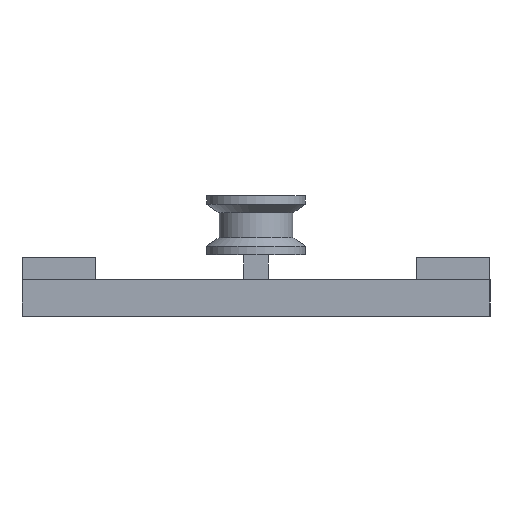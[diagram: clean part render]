
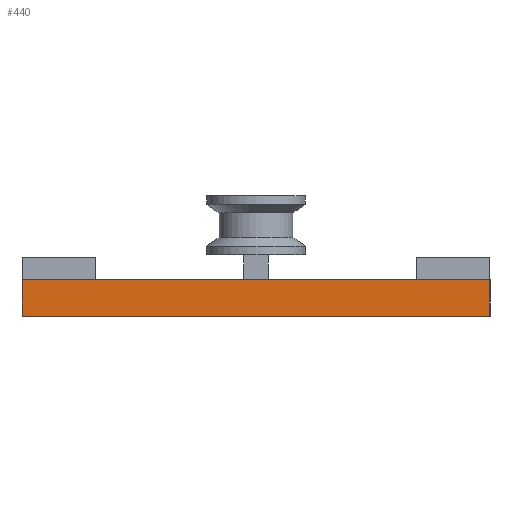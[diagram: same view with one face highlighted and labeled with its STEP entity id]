
A CAD part, left-side view. The second image highlights one B-rep face of the part: STEP entity #440.
In plain terms, the highlighted planar face has unit normal (-1, 0, 0).
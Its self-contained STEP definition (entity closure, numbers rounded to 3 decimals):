
#440=ADVANCED_FACE('',(#692),#4310,.T.);
#692=FACE_OUTER_BOUND('',#944,.T.);
#944=EDGE_LOOP('',(#1288,#1289,#1290,#1291));
#1288=ORIENTED_EDGE('',*,*,#2597,.F.);
#1289=ORIENTED_EDGE('',*,*,#2636,.F.);
#1290=ORIENTED_EDGE('',*,*,#2626,.F.);
#1291=ORIENTED_EDGE('',*,*,#2631,.F.);
#2597=EDGE_CURVE('',#3844,#3845,#3347,.T.);
#2626=EDGE_CURVE('',#3869,#3870,#3362,.T.);
#2631=EDGE_CURVE('',#3845,#3869,#3365,.T.);
#2636=EDGE_CURVE('',#3870,#3844,#3370,.T.);
#3347=B_SPLINE_CURVE_WITH_KNOTS('',1,(#5605,#5606),.UNSPECIFIED.,.F.,.F.,
(2,2),(0.,1.5),.UNSPECIFIED.);
#3362=B_SPLINE_CURVE_WITH_KNOTS('',1,(#5677,#5678),.UNSPECIFIED.,.F.,.F.,
(2,2),(0.,1.5),.UNSPECIFIED.);
#3365=B_SPLINE_CURVE_WITH_KNOTS('',1,(#5689,#5690),.UNSPECIFIED.,.F.,.F.,
(2,2),(0.,19.),.UNSPECIFIED.);
#3370=B_SPLINE_CURVE_WITH_KNOTS('',1,(#5699,#5700),.UNSPECIFIED.,.F.,.F.,
(2,2),(0.,19.),.UNSPECIFIED.);
#3844=VERTEX_POINT('',#5559);
#3845=VERTEX_POINT('',#5560);
#3869=VERTEX_POINT('',#5584);
#3870=VERTEX_POINT('',#5585);
#4310=PLANE('',#4574);
#4574=AXIS2_PLACEMENT_3D('',#5552,#4957,$);
#4957=DIRECTION('',(-1.,0.,0.));
#5552=CARTESIAN_POINT('',(-15.437,11.412,-0.162));
#5559=CARTESIAN_POINT('',(-15.437,-9.5,1.5));
#5560=CARTESIAN_POINT('',(-15.437,-9.5,0.));
#5584=CARTESIAN_POINT('',(-15.437,9.5,0.));
#5585=CARTESIAN_POINT('',(-15.437,9.5,1.5));
#5605=CARTESIAN_POINT('',(-15.437,-9.5,1.5));
#5606=CARTESIAN_POINT('',(-15.437,-9.5,0.));
#5677=CARTESIAN_POINT('',(-15.437,9.5,0.));
#5678=CARTESIAN_POINT('',(-15.437,9.5,1.5));
#5689=CARTESIAN_POINT('',(-15.437,-9.5,0.));
#5690=CARTESIAN_POINT('',(-15.437,9.5,0.));
#5699=CARTESIAN_POINT('',(-15.437,9.5,1.5));
#5700=CARTESIAN_POINT('',(-15.437,-9.5,1.5));
